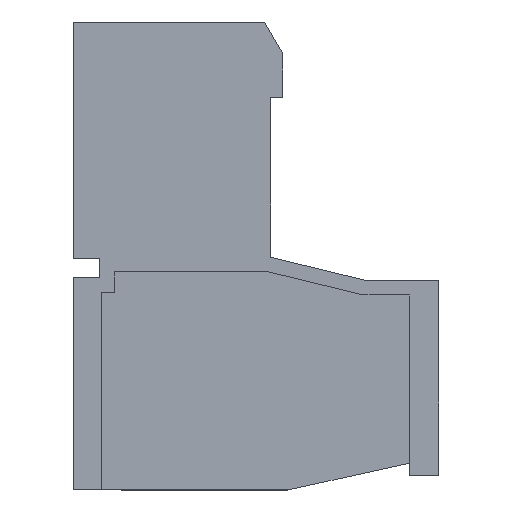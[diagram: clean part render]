
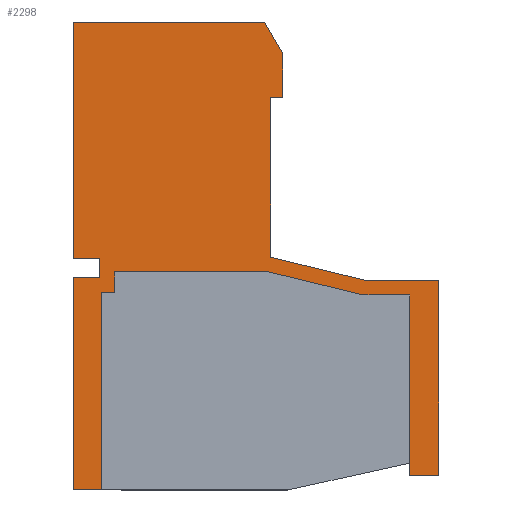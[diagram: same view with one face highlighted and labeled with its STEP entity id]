
A CAD part, left-side view. The second image highlights one B-rep face of the part: STEP entity #2298.
In plain terms, the highlighted planar face has unit normal (-1, 0, 0).
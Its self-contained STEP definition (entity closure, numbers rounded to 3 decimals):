
#2298 = ADVANCED_FACE( '', ( #4783 ), #4784, .F. );
#4783 = FACE_OUTER_BOUND( '', #7539, .T. );
#4784 = PLANE( '', #7540 );
#7539 = EDGE_LOOP( '', ( #13692, #13693, #13694, #13695, #13696, #13697, #13698, #13699, #13700, #13701, #13702, #13703, #13704, #13705, #13706, #13707, #13708, #13709, #13710, #13711, #13712, #13713 ) );
#7540 = AXIS2_PLACEMENT_3D( '', #13714, #13715, #13716 );
#13692 = ORIENTED_EDGE( '', *, *, #19058, .T. );
#13693 = ORIENTED_EDGE( '', *, *, #17824, .T. );
#13694 = ORIENTED_EDGE( '', *, *, #18893, .T. );
#13695 = ORIENTED_EDGE( '', *, *, #19059, .T. );
#13696 = ORIENTED_EDGE( '', *, *, #18073, .T. );
#13697 = ORIENTED_EDGE( '', *, *, #17186, .T. );
#13698 = ORIENTED_EDGE( '', *, *, #19060, .T. );
#13699 = ORIENTED_EDGE( '', *, *, #17914, .T. );
#13700 = ORIENTED_EDGE( '', *, *, #19061, .T. );
#13701 = ORIENTED_EDGE( '', *, *, #18058, .T. );
#13702 = ORIENTED_EDGE( '', *, *, #16861, .T. );
#13703 = ORIENTED_EDGE( '', *, *, #19062, .T. );
#13704 = ORIENTED_EDGE( '', *, *, #19063, .T. );
#13705 = ORIENTED_EDGE( '', *, *, #18788, .T. );
#13706 = ORIENTED_EDGE( '', *, *, #17943, .T. );
#13707 = ORIENTED_EDGE( '', *, *, #18429, .T. );
#13708 = ORIENTED_EDGE( '', *, *, #18983, .T. );
#13709 = ORIENTED_EDGE( '', *, *, #18082, .T. );
#13710 = ORIENTED_EDGE( '', *, *, #19064, .T. );
#13711 = ORIENTED_EDGE( '', *, *, #17869, .T. );
#13712 = ORIENTED_EDGE( '', *, *, #18121, .T. );
#13713 = ORIENTED_EDGE( '', *, *, #16938, .T. );
#13714 = CARTESIAN_POINT( '', ( -30.43, 0., 0. ) );
#13715 = DIRECTION( '', ( 1., 0., 0. ) );
#13716 = DIRECTION( '', ( 0., 0., -1. ) );
#16861 = EDGE_CURVE( '', #20298, #20296, #20299, .T. );
#16938 = EDGE_CURVE( '', #20432, #20433, #20434, .T. );
#17186 = EDGE_CURVE( '', #20868, #20869, #20870, .T. );
#17824 = EDGE_CURVE( '', #21898, #21896, #21899, .T. );
#17869 = EDGE_CURVE( '', #21972, #21973, #21974, .T. );
#17914 = EDGE_CURVE( '', #22049, #22050, #22051, .T. );
#17943 = EDGE_CURVE( '', #22096, #22097, #22098, .T. );
#18058 = EDGE_CURVE( '', #22283, #20298, #22285, .T. );
#18073 = EDGE_CURVE( '', #22308, #20868, #22309, .T. );
#18082 = EDGE_CURVE( '', #22320, #22321, #22322, .T. );
#18121 = EDGE_CURVE( '', #21973, #20432, #22381, .T. );
#18429 = EDGE_CURVE( '', #22097, #22820, #22821, .T. );
#18788 = EDGE_CURVE( '', #23306, #22096, #23307, .T. );
#18893 = EDGE_CURVE( '', #21896, #23442, #23443, .T. );
#18983 = EDGE_CURVE( '', #22820, #22320, #23553, .T. );
#19058 = EDGE_CURVE( '', #20433, #21898, #23649, .T. );
#19059 = EDGE_CURVE( '', #23442, #22308, #23650, .T. );
#19060 = EDGE_CURVE( '', #20869, #22049, #23651, .T. );
#19061 = EDGE_CURVE( '', #22050, #22283, #23652, .T. );
#19062 = EDGE_CURVE( '', #20296, #23653, #23654, .T. );
#19063 = EDGE_CURVE( '', #23653, #23306, #23655, .T. );
#19064 = EDGE_CURVE( '', #22321, #21972, #23656, .T. );
#20296 = VERTEX_POINT( '', #25220 );
#20298 = VERTEX_POINT( '', #25223 );
#20299 = LINE( '', #25224, #25225 );
#20432 = VERTEX_POINT( '', #25424 );
#20433 = VERTEX_POINT( '', #25425 );
#20434 = LINE( '', #25426, #25427 );
#20868 = VERTEX_POINT( '', #26062 );
#20869 = VERTEX_POINT( '', #26063 );
#20870 = LINE( '', #26064, #26065 );
#21896 = VERTEX_POINT( '', #27580 );
#21898 = VERTEX_POINT( '', #27583 );
#21899 = LINE( '', #27584, #27585 );
#21972 = VERTEX_POINT( '', #27694 );
#21973 = VERTEX_POINT( '', #27695 );
#21974 = LINE( '', #27696, #27697 );
#22049 = VERTEX_POINT( '', #27807 );
#22050 = VERTEX_POINT( '', #27808 );
#22051 = LINE( '', #27809, #27810 );
#22096 = VERTEX_POINT( '', #27876 );
#22097 = VERTEX_POINT( '', #27877 );
#22098 = LINE( '', #27878, #27879 );
#22283 = VERTEX_POINT( '', #28147 );
#22285 = LINE( '', #28150, #28151 );
#22308 = VERTEX_POINT( '', #28184 );
#22309 = LINE( '', #28185, #28186 );
#22320 = VERTEX_POINT( '', #28201 );
#22321 = VERTEX_POINT( '', #28202 );
#22322 = LINE( '', #28203, #28204 );
#22381 = LINE( '', #28290, #28291 );
#22820 = VERTEX_POINT( '', #28942 );
#22821 = LINE( '', #28943, #28944 );
#23306 = VERTEX_POINT( '', #29674 );
#23307 = LINE( '', #29675, #29676 );
#23442 = VERTEX_POINT( '', #29876 );
#23443 = LINE( '', #29877, #29878 );
#23553 = LINE( '', #30043, #30044 );
#23649 = LINE( '', #30185, #30186 );
#23650 = LINE( '', #30187, #30188 );
#23651 = LINE( '', #30189, #30190 );
#23652 = LINE( '', #30191, #30192 );
#23653 = VERTEX_POINT( '', #30193 );
#23654 = LINE( '', #30194, #30195 );
#23655 = LINE( '', #30196, #30197 );
#23656 = LINE( '', #30198, #30199 );
#25220 = CARTESIAN_POINT( '', ( -30.43, 3.925, 9.65 ) );
#25223 = CARTESIAN_POINT( '', ( -30.43, -3.925, 9.65 ) );
#25224 = CARTESIAN_POINT( '', ( -30.43, -3.925, 9.65 ) );
#25225 = VECTOR( '', #31486, 1000. );
#25424 = CARTESIAN_POINT( '', ( -30.43, -4.103, -0.6 ) );
#25425 = CARTESIAN_POINT( '', ( -30.43, -8.003, -1.55 ) );
#25426 = CARTESIAN_POINT( '', ( -30.43, -4.103, -0.6 ) );
#25427 = VECTOR( '', #31561, 1000. );
#26062 = CARTESIAN_POINT( '', ( -30.43, -8.075, -0.95 ) );
#26063 = CARTESIAN_POINT( '', ( -30.43, -4.175, 0. ) );
#26064 = CARTESIAN_POINT( '', ( -30.43, -8.075, -0.95 ) );
#26065 = VECTOR( '', #31790, 1000. );
#27580 = CARTESIAN_POINT( '', ( -30.43, -9.875, -8.95 ) );
#27583 = CARTESIAN_POINT( '', ( -30.43, -9.875, -1.55 ) );
#27584 = CARTESIAN_POINT( '', ( -30.43, -9.875, -8.95 ) );
#27585 = VECTOR( '', #32361, 1000. );
#27694 = CARTESIAN_POINT( '', ( -30.43, 2.225, -1.45 ) );
#27695 = CARTESIAN_POINT( '', ( -30.43, 2.225, -0.6 ) );
#27696 = CARTESIAN_POINT( '', ( -30.43, 2.225, -1.45 ) );
#27697 = VECTOR( '', #32410, 1000. );
#27807 = CARTESIAN_POINT( '', ( -30.43, -4.175, 6.55 ) );
#27808 = CARTESIAN_POINT( '', ( -30.43, -4.675, 6.55 ) );
#27809 = CARTESIAN_POINT( '', ( -30.43, -4.175, 6.55 ) );
#27810 = VECTOR( '', #32446, 1000. );
#27876 = CARTESIAN_POINT( '', ( -30.43, 2.825, -0.85 ) );
#27877 = CARTESIAN_POINT( '', ( -30.43, 3.925, -0.85 ) );
#27878 = CARTESIAN_POINT( '', ( -30.43, 2.825, -0.85 ) );
#27879 = VECTOR( '', #32468, 1000. );
#28147 = CARTESIAN_POINT( '', ( -30.43, -4.675, 8.35 ) );
#28150 = CARTESIAN_POINT( '', ( -30.43, -4.675, 8.35 ) );
#28151 = VECTOR( '', #32574, 1000. );
#28184 = CARTESIAN_POINT( '', ( -30.43, -11.075, -0.95 ) );
#28185 = CARTESIAN_POINT( '', ( -30.43, -11.075, -0.95 ) );
#28186 = VECTOR( '', #32585, 1000. );
#28201 = CARTESIAN_POINT( '', ( -30.43, 2.775, -9.55 ) );
#28202 = CARTESIAN_POINT( '', ( -30.43, 2.775, -1.45 ) );
#28203 = CARTESIAN_POINT( '', ( -30.43, 2.775, -9.55 ) );
#28204 = VECTOR( '', #32593, 1000. );
#28290 = CARTESIAN_POINT( '', ( -30.43, 2.225, -0.6 ) );
#28291 = VECTOR( '', #32630, 1000. );
#28942 = CARTESIAN_POINT( '', ( -30.43, 3.925, -9.55 ) );
#28943 = CARTESIAN_POINT( '', ( -30.43, 3.925, -0.85 ) );
#28944 = VECTOR( '', #32897, 1000. );
#29674 = CARTESIAN_POINT( '', ( -30.43, 2.825, -0.05 ) );
#29675 = CARTESIAN_POINT( '', ( -30.43, 2.825, -0.05 ) );
#29676 = VECTOR( '', #33185, 1000. );
#29876 = CARTESIAN_POINT( '', ( -30.43, -11.075, -8.95 ) );
#29877 = CARTESIAN_POINT( '', ( -30.43, -11.075, -8.95 ) );
#29878 = VECTOR( '', #33260, 1000. );
#30043 = CARTESIAN_POINT( '', ( -30.43, 3.925, -9.55 ) );
#30044 = VECTOR( '', #33325, 1000. );
#30185 = CARTESIAN_POINT( '', ( -30.43, -8.003, -1.55 ) );
#30186 = VECTOR( '', #33377, 1000. );
#30187 = CARTESIAN_POINT( '', ( -30.43, -11.075, -8.95 ) );
#30188 = VECTOR( '', #33378, 1000. );
#30189 = CARTESIAN_POINT( '', ( -30.43, -4.175, 0. ) );
#30190 = VECTOR( '', #33379, 1000. );
#30191 = CARTESIAN_POINT( '', ( -30.43, -4.675, 6.55 ) );
#30192 = VECTOR( '', #33380, 1000. );
#30193 = CARTESIAN_POINT( '', ( -30.43, 3.925, -0.05 ) );
#30194 = CARTESIAN_POINT( '', ( -30.43, 3.925, 9.65 ) );
#30195 = VECTOR( '', #33381, 1000. );
#30196 = CARTESIAN_POINT( '', ( -30.43, 3.925, -0.05 ) );
#30197 = VECTOR( '', #33382, 1000. );
#30198 = CARTESIAN_POINT( '', ( -30.43, 2.775, -1.45 ) );
#30199 = VECTOR( '', #33383, 1000. );
#31486 = DIRECTION( '', ( 0., 1., 0. ) );
#31561 = DIRECTION( '', ( 0., -0.972, -0.237 ) );
#31790 = DIRECTION( '', ( 0., 0.972, 0.237 ) );
#32361 = DIRECTION( '', ( 0., 0., -1. ) );
#32410 = DIRECTION( '', ( 0., 0., 1. ) );
#32446 = DIRECTION( '', ( 0., -1., 0. ) );
#32468 = DIRECTION( '', ( 0., 1., 0. ) );
#32574 = DIRECTION( '', ( 0., 0.5, 0.866 ) );
#32585 = DIRECTION( '', ( 0., 1., 0. ) );
#32593 = DIRECTION( '', ( 0., 0., 1. ) );
#32630 = DIRECTION( '', ( 0., -1., 0. ) );
#32897 = DIRECTION( '', ( 0., 0., -1. ) );
#33185 = DIRECTION( '', ( 0., 0., -1. ) );
#33260 = DIRECTION( '', ( 0., -1., 0. ) );
#33325 = DIRECTION( '', ( 0., -1., 0. ) );
#33377 = DIRECTION( '', ( 0., -1., 0. ) );
#33378 = DIRECTION( '', ( 0., 0., 1. ) );
#33379 = DIRECTION( '', ( 0., 0., 1. ) );
#33380 = DIRECTION( '', ( 0., 0., 1. ) );
#33381 = DIRECTION( '', ( 0., 0., -1. ) );
#33382 = DIRECTION( '', ( 0., -1., 0. ) );
#33383 = DIRECTION( '', ( 0., -1., 0. ) );
